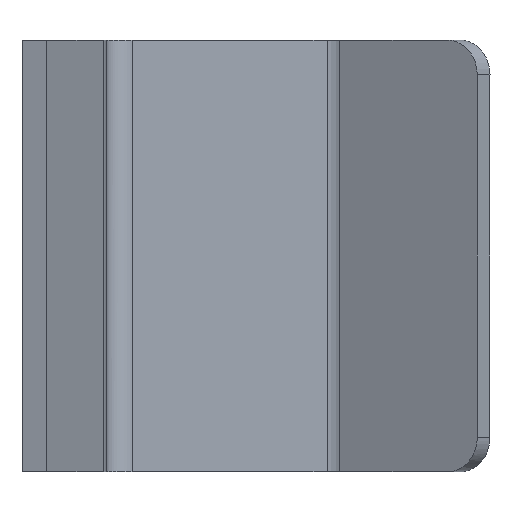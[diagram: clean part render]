
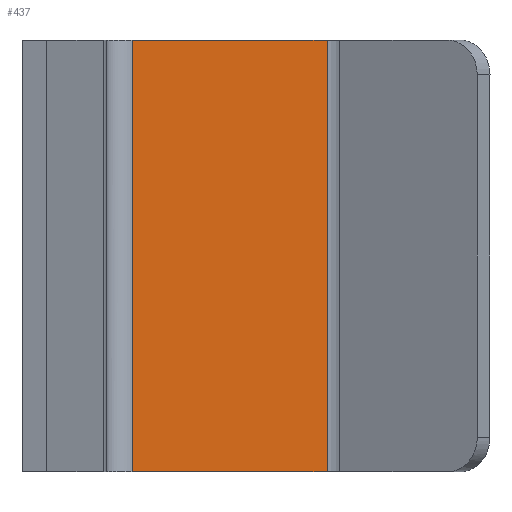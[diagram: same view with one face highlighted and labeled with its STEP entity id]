
A CAD part, left-side view. The second image highlights one B-rep face of the part: STEP entity #437.
In plain terms, the highlighted free-form (B-spline) face has degree [1, 1] with [2, 2] control points.
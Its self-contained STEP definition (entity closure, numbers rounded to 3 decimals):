
#3 = FACE_OUTER_BOUND ( 'NONE', #93, .T. ) ;
#20 = CARTESIAN_POINT ( 'NONE',  ( 1767.912, 1003.895, 0. ) ) ;
#84 = VERTEX_POINT ( 'NONE', #679 ) ;
#93 = EDGE_LOOP ( 'NONE', ( #295, #656, #182, #669 ) ) ;
#144 = CARTESIAN_POINT ( 'NONE',  ( 1767.912, 1003.895, 0. ) ) ;
#163 = EDGE_CURVE ( 'NONE', #575, #196, #166, .T. ) ;
#166 = B_SPLINE_CURVE_WITH_KNOTS ( 'NONE', 1,
 ( #760, #461 ),
 .UNSPECIFIED., .F., .F.,
 ( 2, 2 ),
 ( 0., 1. ),
 .UNSPECIFIED. ) ;
#182 = ORIENTED_EDGE ( 'NONE', *, *, #163, .T. ) ;
#196 = VERTEX_POINT ( 'NONE', #20 ) ;
#211 = CARTESIAN_POINT ( 'NONE',  ( 1767.912, 1049.03, 100. ) ) ;
#273 = EDGE_CURVE ( 'NONE', #84, #494, #711, .T. ) ;
#275 = CARTESIAN_POINT ( 'NONE',  ( 1767.912, 1003.895, 100. ) ) ;
#295 = ORIENTED_EDGE ( 'NONE', *, *, #273, .F. ) ;
#297 = CARTESIAN_POINT ( 'NONE',  ( 1767.912, 1003.895, 100. ) ) ;
#369 = CARTESIAN_POINT ( 'NONE',  ( 1767.912, 1049.03, 100. ) ) ;
#437 = ADVANCED_FACE ( 'NONE', ( #3 ), #608, .T. ) ;
#461 = CARTESIAN_POINT ( 'NONE',  ( 1767.912, 1003.895, 0. ) ) ;
#494 = VERTEX_POINT ( 'NONE', #297 ) ;
#575 = VERTEX_POINT ( 'NONE', #908 ) ;
#608 = B_SPLINE_SURFACE_WITH_KNOTS ( 'NONE', 1, 1, ( 
 ( #740, #369 ),
 ( #144, #896 ) ),
 .UNSPECIFIED., .F., .F., .F.,
 ( 2, 2 ),
 ( 2, 2 ),
 ( 0., 1. ),
 ( 0., 1. ),
 .UNSPECIFIED. ) ;
#616 = B_SPLINE_CURVE_WITH_KNOTS ( 'NONE', 1,
 ( #789, #793 ),
 .UNSPECIFIED., .F., .F.,
 ( 2, 2 ),
 ( -1., 0. ),
 .UNSPECIFIED. ) ;
#648 = EDGE_CURVE ( 'NONE', #575, #84, #616, .T. ) ;
#656 = ORIENTED_EDGE ( 'NONE', *, *, #648, .F. ) ;
#669 = ORIENTED_EDGE ( 'NONE', *, *, #682, .T. ) ;
#679 = CARTESIAN_POINT ( 'NONE',  ( 1767.912, 1049.03, 100. ) ) ;
#682 = EDGE_CURVE ( 'NONE', #196, #494, #791, .T. ) ;
#711 = B_SPLINE_CURVE_WITH_KNOTS ( 'NONE', 1,
 ( #211, #713 ),
 .UNSPECIFIED., .F., .F.,
 ( 2, 2 ),
 ( 0., 1. ),
 .UNSPECIFIED. ) ;
#713 = CARTESIAN_POINT ( 'NONE',  ( 1767.912, 1003.895, 100. ) ) ;
#740 = CARTESIAN_POINT ( 'NONE',  ( 1767.912, 1049.03, 0. ) ) ;
#760 = CARTESIAN_POINT ( 'NONE',  ( 1767.912, 1049.03, 0. ) ) ;
#789 = CARTESIAN_POINT ( 'NONE',  ( 1767.912, 1049.03, 0. ) ) ;
#791 = B_SPLINE_CURVE_WITH_KNOTS ( 'NONE', 1,
 ( #798, #275 ),
 .UNSPECIFIED., .F., .F.,
 ( 2, 2 ),
 ( 0., 1. ),
 .UNSPECIFIED. ) ;
#793 = CARTESIAN_POINT ( 'NONE',  ( 1767.912, 1049.03, 100. ) ) ;
#798 = CARTESIAN_POINT ( 'NONE',  ( 1767.912, 1003.895, 0. ) ) ;
#896 = CARTESIAN_POINT ( 'NONE',  ( 1767.912, 1003.895, 100. ) ) ;
#908 = CARTESIAN_POINT ( 'NONE',  ( 1767.912, 1049.03, 0. ) ) ;
